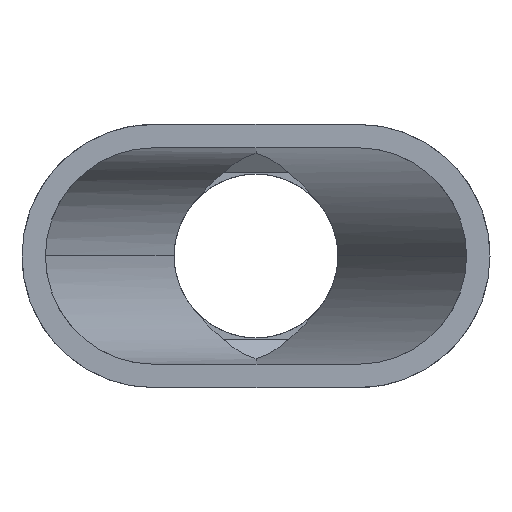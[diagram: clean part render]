
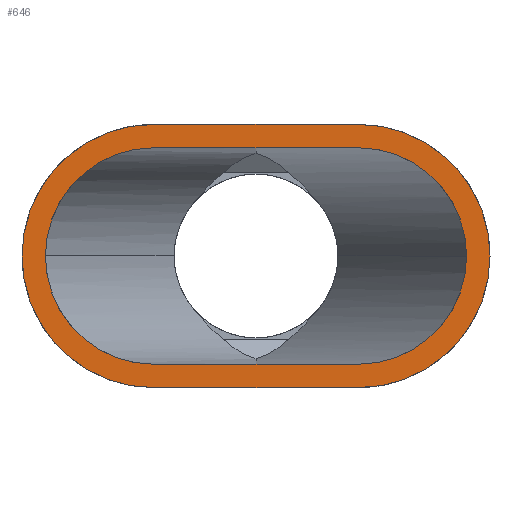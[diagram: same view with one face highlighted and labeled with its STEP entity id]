
A CAD part, front view. The second image highlights one B-rep face of the part: STEP entity #646.
In plain terms, the highlighted planar face has unit normal (0, -1, 0).
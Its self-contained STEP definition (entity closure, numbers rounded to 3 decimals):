
#34 = ORIENTED_EDGE ( 'NONE', *, *, #229, .T. ) ;
#47 = DIRECTION ( 'NONE',  ( 0., 0., 1. ) ) ;
#105 = DIRECTION ( 'NONE',  ( 0., -1., 0. ) ) ;
#113 = DIRECTION ( 'NONE',  ( 0., 0., 1. ) ) ;
#126 = AXIS2_PLACEMENT_3D ( 'NONE', #674, #1322, #1592 ) ;
#129 = CARTESIAN_POINT ( 'NONE',  ( -1.75, -9., 0. ) ) ;
#137 = CIRCLE ( 'NONE', #989, 1.85 ) ;
#157 = CARTESIAN_POINT ( 'NONE',  ( 1.75, -9., -1.85 ) ) ;
#159 = ORIENTED_EDGE ( 'NONE', *, *, #301, .F. ) ;
#162 = CIRCLE ( 'NONE', #1285, 1.85 ) ;
#167 = CARTESIAN_POINT ( 'NONE',  ( 0., -9., -1.85 ) ) ;
#189 = CARTESIAN_POINT ( 'NONE',  ( 1.75, -9., 0. ) ) ;
#197 = ORIENTED_EDGE ( 'NONE', *, *, #466, .F. ) ;
#205 = ORIENTED_EDGE ( 'NONE', *, *, #493, .F. ) ;
#213 = VERTEX_POINT ( 'NONE', #940 ) ;
#215 = VERTEX_POINT ( 'NONE', #1209 ) ;
#229 = EDGE_CURVE ( 'NONE', #1607, #328, #1195, .T. ) ;
#301 = EDGE_CURVE ( 'NONE', #921, #632, #1407, .T. ) ;
#328 = VERTEX_POINT ( 'NONE', #1468 ) ;
#332 = AXIS2_PLACEMENT_3D ( 'NONE', #1254, #353, #990 ) ;
#353 = DIRECTION ( 'NONE',  ( 0., -1., 0. ) ) ;
#372 = CIRCLE ( 'NONE', #332, 2.25 ) ;
#376 = ORIENTED_EDGE ( 'NONE', *, *, #809, .T. ) ;
#395 = CARTESIAN_POINT ( 'NONE',  ( 0., -9., 0. ) ) ;
#396 = ORIENTED_EDGE ( 'NONE', *, *, #871, .F. ) ;
#416 = LINE ( 'NONE', #742, #1278 ) ;
#417 = VERTEX_POINT ( 'NONE', #1495 ) ;
#430 = ORIENTED_EDGE ( 'NONE', *, *, #1005, .T. ) ;
#457 = CARTESIAN_POINT ( 'NONE',  ( 4., -9., 0. ) ) ;
#462 = AXIS2_PLACEMENT_3D ( 'NONE', #720, #1507, #729 ) ;
#466 = EDGE_CURVE ( 'NONE', #1297, #417, #137, .T. ) ;
#474 = CARTESIAN_POINT ( 'NONE',  ( -1.75, -9., 0. ) ) ;
#493 = EDGE_CURVE ( 'NONE', #213, #1213, #1358, .T. ) ;
#494 = DIRECTION ( 'NONE',  ( 0., 0., 1. ) ) ;
#573 = VECTOR ( 'NONE', #1629, 1000. ) ;
#582 = EDGE_CURVE ( 'NONE', #602, #328, #416, .T. ) ;
#602 = VERTEX_POINT ( 'NONE', #619 ) ;
#619 = CARTESIAN_POINT ( 'NONE',  ( -1.75, -9., 2.25 ) ) ;
#632 = VERTEX_POINT ( 'NONE', #1426 ) ;
#646 = ADVANCED_FACE ( 'NONE', ( #1205, #1656 ), #653, .F. ) ;
#653 = PLANE ( 'NONE',  #792 ) ;
#674 = CARTESIAN_POINT ( 'NONE',  ( 1.75, -9., 0. ) ) ;
#690 = EDGE_LOOP ( 'NONE', ( #205, #901, #34, #1611, #1045, #430 ) ) ;
#703 = VECTOR ( 'NONE', #1417, 1000. ) ;
#710 = DIRECTION ( 'NONE',  ( -1., 0., 0. ) ) ;
#720 = CARTESIAN_POINT ( 'NONE',  ( 1.75, -9., 0. ) ) ;
#729 = DIRECTION ( 'NONE',  ( 0., 0., 1. ) ) ;
#742 = CARTESIAN_POINT ( 'NONE',  ( 4., -9., 2.25 ) ) ;
#792 = AXIS2_PLACEMENT_3D ( 'NONE', #395, #1548, #1295 ) ;
#795 = DIRECTION ( 'NONE',  ( 0., -1., 0. ) ) ;
#809 = EDGE_CURVE ( 'NONE', #846, #1324, #1427, .T. ) ;
#839 = ORIENTED_EDGE ( 'NONE', *, *, #1096, .T. ) ;
#846 = VERTEX_POINT ( 'NONE', #157 ) ;
#868 = ORIENTED_EDGE ( 'NONE', *, *, #1100, .F. ) ;
#871 = EDGE_CURVE ( 'NONE', #846, #1297, #1003, .T. ) ;
#885 = DIRECTION ( 'NONE',  ( 0., -1., 0. ) ) ;
#893 = EDGE_CURVE ( 'NONE', #213, #1607, #1569, .T. ) ;
#901 = ORIENTED_EDGE ( 'NONE', *, *, #893, .T. ) ;
#921 = VERTEX_POINT ( 'NONE', #1448 ) ;
#935 = DIRECTION ( 'NONE',  ( 0., 0., 1. ) ) ;
#940 = CARTESIAN_POINT ( 'NONE',  ( 1.75, -9., -2.25 ) ) ;
#957 = EDGE_CURVE ( 'NONE', #602, #215, #1222, .T. ) ;
#989 = AXIS2_PLACEMENT_3D ( 'NONE', #1489, #105, #113 ) ;
#990 = DIRECTION ( 'NONE',  ( 0., 0., 1. ) ) ;
#1003 = CIRCLE ( 'NONE', #126, 1.85 ) ;
#1005 = EDGE_CURVE ( 'NONE', #215, #1213, #372, .T. ) ;
#1040 = CARTESIAN_POINT ( 'NONE',  ( -1.75, -9., -1.85 ) ) ;
#1045 = ORIENTED_EDGE ( 'NONE', *, *, #957, .T. ) ;
#1096 = EDGE_CURVE ( 'NONE', #921, #417, #1451, .T. ) ;
#1100 = EDGE_CURVE ( 'NONE', #632, #1324, #162, .T. ) ;
#1111 = AXIS2_PLACEMENT_3D ( 'NONE', #474, #1378, #1121 ) ;
#1121 = DIRECTION ( 'NONE',  ( 0., 0., 1. ) ) ;
#1141 = CARTESIAN_POINT ( 'NONE',  ( -1.75, -9., -2.25 ) ) ;
#1167 = AXIS2_PLACEMENT_3D ( 'NONE', #189, #795, #47 ) ;
#1166 = CARTESIAN_POINT ( 'NONE',  ( 3.6, -9., 0. ) ) ;
#1195 = CIRCLE ( 'NONE', #462, 2.25 ) ;
#1205 = FACE_OUTER_BOUND ( 'NONE', #690, .T. ) ;
#1209 = CARTESIAN_POINT ( 'NONE',  ( -4., -9., 0. ) ) ;
#1213 = VERTEX_POINT ( 'NONE', #1141 ) ;
#1222 = CIRCLE ( 'NONE', #1228, 2.25 ) ;
#1228 = AXIS2_PLACEMENT_3D ( 'NONE', #1575, #1343, #935 ) ;
#1244 = CARTESIAN_POINT ( 'NONE',  ( 0., -9., 1.85 ) ) ;
#1254 = CARTESIAN_POINT ( 'NONE',  ( -1.75, -9., 0. ) ) ;
#1278 = VECTOR ( 'NONE', #1512, 1000. ) ;
#1285 = AXIS2_PLACEMENT_3D ( 'NONE', #129, #885, #494 ) ;
#1295 = DIRECTION ( 'NONE',  ( 0., 0., 1. ) ) ;
#1297 = VERTEX_POINT ( 'NONE', #1166 ) ;
#1322 = DIRECTION ( 'NONE',  ( 0., -1., 0. ) ) ;
#1324 = VERTEX_POINT ( 'NONE', #1040 ) ;
#1343 = DIRECTION ( 'NONE',  ( 0., -1., 0. ) ) ;
#1358 = LINE ( 'NONE', #1631, #1652 ) ;
#1378 = DIRECTION ( 'NONE',  ( 0., -1., 0. ) ) ;
#1407 = CIRCLE ( 'NONE', #1111, 1.85 ) ;
#1417 = DIRECTION ( 'NONE',  ( -1., 0., 0. ) ) ;
#1426 = CARTESIAN_POINT ( 'NONE',  ( -3.6, -9., 0. ) ) ;
#1427 = LINE ( 'NONE', #167, #703 ) ;
#1448 = CARTESIAN_POINT ( 'NONE',  ( -1.75, -9., 1.85 ) ) ;
#1451 = LINE ( 'NONE', #1244, #573 ) ;
#1468 = CARTESIAN_POINT ( 'NONE',  ( 1.75, -9., 2.25 ) ) ;
#1489 = CARTESIAN_POINT ( 'NONE',  ( 1.75, -9., 0. ) ) ;
#1495 = CARTESIAN_POINT ( 'NONE',  ( 1.75, -9., 1.85 ) ) ;
#1507 = DIRECTION ( 'NONE',  ( 0., -1., 0. ) ) ;
#1512 = DIRECTION ( 'NONE',  ( 1., 0., 0. ) ) ;
#1548 = DIRECTION ( 'NONE',  ( 0., 1., 0. ) ) ;
#1569 = CIRCLE ( 'NONE', #1167, 2.25 ) ;
#1575 = CARTESIAN_POINT ( 'NONE',  ( -1.75, -9., 0. ) ) ;
#1592 = DIRECTION ( 'NONE',  ( 0., 0., 1. ) ) ;
#1599 = EDGE_LOOP ( 'NONE', ( #396, #376, #868, #159, #839, #197 ) ) ;
#1607 = VERTEX_POINT ( 'NONE', #457 ) ;
#1611 = ORIENTED_EDGE ( 'NONE', *, *, #582, .F. ) ;
#1629 = DIRECTION ( 'NONE',  ( 1., 0., 0. ) ) ;
#1631 = CARTESIAN_POINT ( 'NONE',  ( 4., -9., -2.25 ) ) ;
#1652 = VECTOR ( 'NONE', #710, 1000. ) ;
#1656 = FACE_BOUND ( 'NONE', #1599, .T. ) ;
